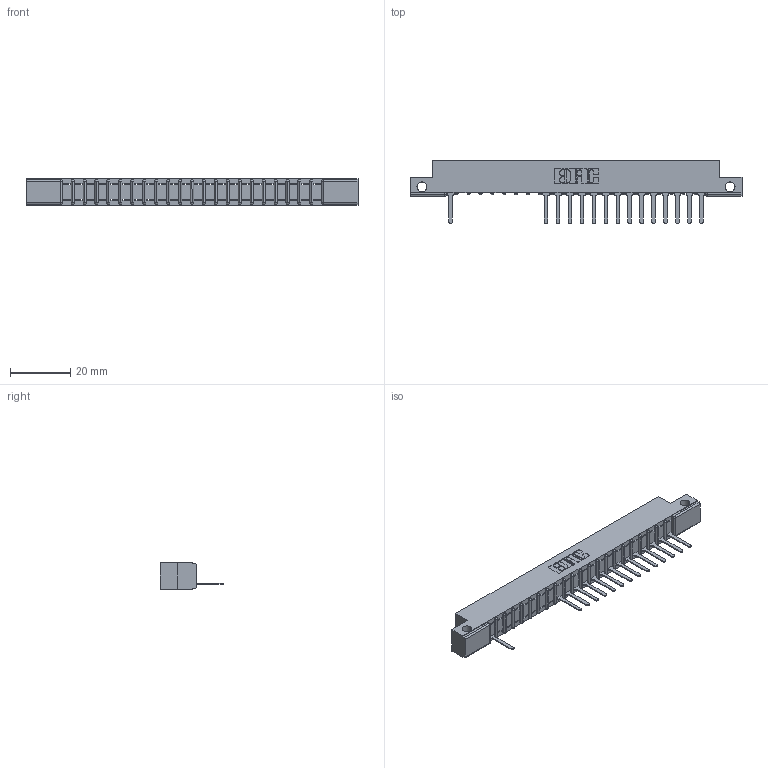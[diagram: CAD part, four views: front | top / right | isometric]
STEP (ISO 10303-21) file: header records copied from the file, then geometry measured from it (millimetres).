
FILE_DESCRIPTION (( 'STEP AP203' ), '1' );
FILE_NAME ('307-022-527-112.STEP', '2018-08-04T03:12:28', ( '' ), ( '' ), 'SwSTEP 2.0', 'SolidWorks 2016', '' );
FILE_SCHEMA (( 'CONFIG_CONTROL_DESIGN' ));
Length unit declared in the file: inch
Products named in the file (3): 307 Part_.128 Dia Side Mounting Holes; 307-290-001_527; 307-022-527-112
Assembly tree (16 placements, depth 2):
  307-022-527-112
    307 Part_.128 Dia Side Mounting Holes
    307-290-001_527  x15
Bounding box: 110.19 x 21.11 x 8.71 mm (x, y, z)
Volume: 6788.9 mm3; surface area: 9808.8 mm2
Topology: 16 solids, 16 shells, 1121 faces, 3201 edges, 2050 vertices
Faces by surface type: plane 709, cylinder 366, sphere 46
Entity records: 21072 total; most frequent: CARTESIAN_POINT 3573, ORIENTED_EDGE 3566, DIRECTION 3479, EDGE_CURVE 1783, LINE 1359, VECTOR 1359, VERTEX_POINT 1154, AXIS2_PLACEMENT_3D 1060
